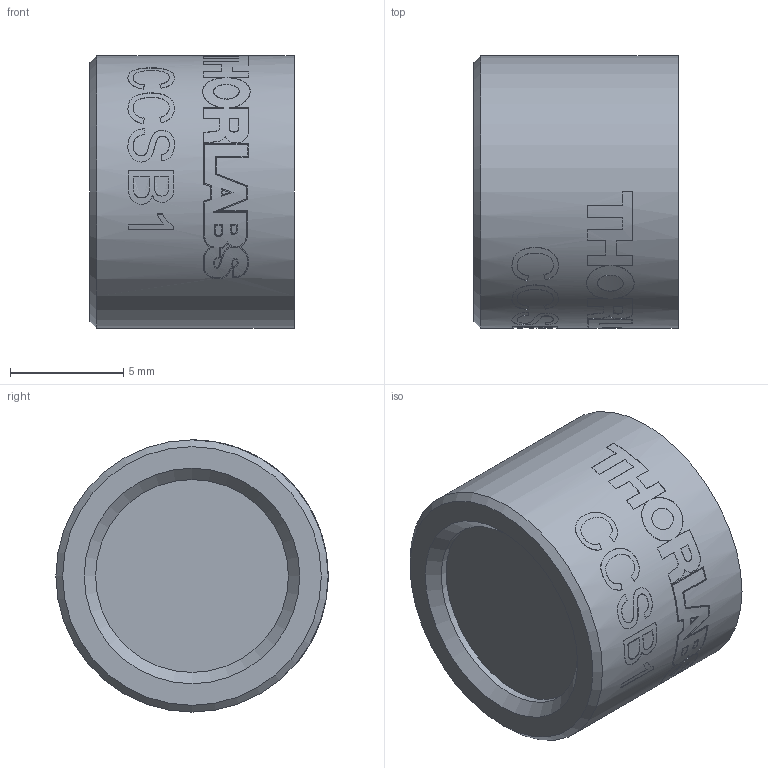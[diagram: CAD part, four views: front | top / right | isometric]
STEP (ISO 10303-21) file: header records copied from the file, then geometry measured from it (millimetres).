
FILE_DESCRIPTION (( 'STEP AP214' ), '1' );
FILE_NAME ('MTN0030855-E0W-CCSB1.STEP', '2014-11-19T10:07:45', ( '' ), ( '' ), 'SwSTEP 2.0', 'SolidWorks 2014', '' );
FILE_SCHEMA (( 'AUTOMOTIVE_DESIGN' ));
Length unit declared in the file: millimetre
Products named in the file (1): MTN0030855-E0W-CCSB1
Bounding box: 9 x 12 x 12 mm (x, y, z)
Volume: 770 mm3; surface area: 1354.4 mm2
Topology: 3 solids, 3 shells, 464 faces, 1309 edges, 870 vertices
Faces by surface type: bspline 328, plane 106, cylinder 25, cone 5
Full cylindrical faces by diameter (mm): 5.85 x1, 8.5 x1, 10 x3, 12 x1
Entity records: 27387 total; most frequent: CARTESIAN_POINT 13155, ORIENTED_EDGE 2592, EDGE_CURVE 1296, B_SPLINE_CURVE_WITH_KNOTS 1028, VERTEX_POINT 870, DIRECTION 677, EDGE_LOOP 500, FACE_OUTER_BOUND 471
